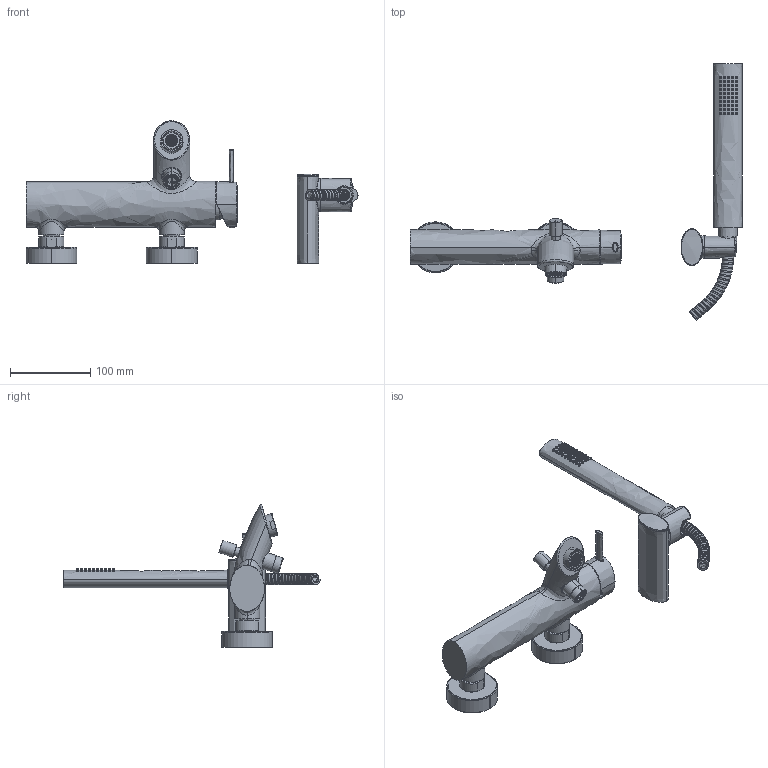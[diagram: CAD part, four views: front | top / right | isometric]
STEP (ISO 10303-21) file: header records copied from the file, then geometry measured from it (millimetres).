
FILE_DESCRIPTION((''),'2;1');
FILE_NAME('BR023CR_ASM','2021-11-11T09:41:07',('ut3'),('PAFFONI SpA'),'CREO PARAMETRIC BY PTC INC, 2020044','CREO PARAMETRIC BY PTC INC, 2020044','');
FILE_SCHEMA(('CONFIG_CONTROL_DESIGN','SHAPE_APPEARANCE_LAYERS_GROUPS'));
Products named in the file (42): 3021196TO; 4111012_A; 4111133CR_A; 4111012_C; 4111012_D; 4111012_E; 2092232_AF0; 2092086_AF0; 2092086_AF1; 4111012_F_AF1; 4111133CR_ASM; 2051022; 2041939GR; 2041878GR; 2092290_AF0; 2092053_AF2; 2092326_AF0; 2051110; 5002075GR_ASM; 1000505GR; 4061178CR; 2041560GR; 2091105CRN; CORPO_AERATORE_28; CARTUCCIA_AERATORE_28; GUARNIZIONE_AERATORE_28; 2051109CR_ASM; 2041093GR; 2092033_AF1; 2041093SB_ASM; 2051089CR; 4061053CR; 2091168; 4061185CR_ASM; 4071431CR_CORPO; 4071431CR_PLACCHETTA; 4071431CR_GANCIO; 4071431CR_VITE; 4071431CR_ASM; 4071003CRDG ...
Assembly tree (44 placements, depth 3):
  BR023CR_ASM
    3021196TO
    4111133CR_ASM
      4111012_A
      4111133CR_A
      4111012_C
      4111012_D
      4111012_E
      2092232_AF0
      2092086_AF0
      2092086_AF1
      4111012_F_AF1
    2051022
    2041939GR
    5002075GR_ASM
      2041878GR
      2092290_AF0
      2092053_AF2
      2092326_AF0
      2051110
    1000505GR
    4061178CR
    2041560GR
    2091105CRN
    2051109CR_ASM
      CORPO_AERATORE_28
      CARTUCCIA_AERATORE_28
      GUARNIZIONE_AERATORE_28
    2041093SB_ASM  x2
      2041093GR
      2092033_AF1
    2051089CR  x2
    4061185CR_ASM  x2
      4061053CR
      2091168
    4071431CR_ASM
      4071431CR_CORPO
      4071431CR_PLACCHETTA
      4071431CR_GANCIO
      4071431CR_VITE
    4071003CRDG
    4071651CR
Bounding box: 414.35 x 320.3 x 177.68 mm (x, y, z)
Volume: 437468.2 mm3; surface area: 283957 mm2
Topology: 39 solids, 66 shells, 3614 faces, 9717 edges, 6362 vertices
Faces by surface type: plane 1980, cylinder 744, bspline 313, cone 208, extrusion 204, torus 122, sphere 38, revolution 5
Entity records: 194623 total; most frequent: CARTESIAN_POINT 70535, ORIENTED_EDGE 18840, DIRECTION 16393, PRESENTATION_STYLE_ASSIGNMENT 10538, STYLED_ITEM 10410, CURVE_STYLE 9601, EDGE_CURVE 9474, VERTEX_POINT 6219
